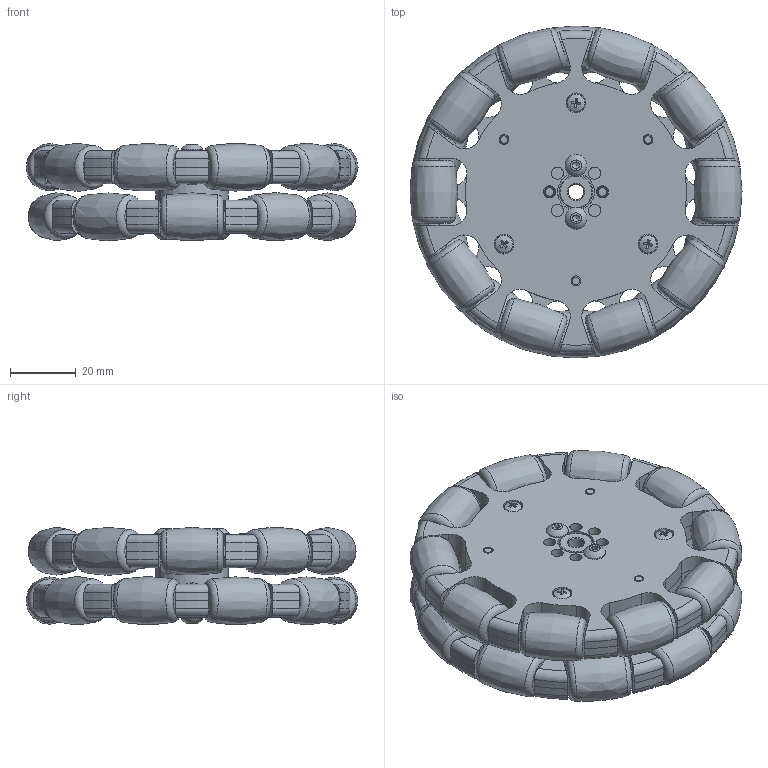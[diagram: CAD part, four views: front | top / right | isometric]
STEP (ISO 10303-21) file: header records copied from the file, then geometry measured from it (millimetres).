
FILE_DESCRIPTION(/* description */ (''),/* implementation_level */ '2;1');
FILE_NAME(/* name */ '4inch_dual-omni-wheel.step',/* time_stamp */ '2020-10-29T21:56:53-04:00',/* author */ ('joeyc'),/* organization */ (''),/* preprocessor_version */ 'ST-DEVELOPER v16.13',/* originating_system */ 'Autodesk Inventor 2018',/* authorisation */ '');
FILE_SCHEMA (('AUTOMOTIVE_DESIGN { 1 0 10303 214 3 1 1 }'));
Length unit declared in the file: millimetre
Products named in the file (1): Part2
Bounding box: 100.7 x 100.7 x 29.46 mm (x, y, z)
Volume: 142323.2 mm3; surface area: 61218.4 mm2
Topology: 1 solids, 14 shells, 1598 faces, 4388 edges, 2636 vertices
Faces by surface type: plane 1156, cylinder 288, torus 92, cone 26, bspline 20, sphere 16
Full cylindrical faces by diameter (mm): 2.705 x4, 3 x12, 3.3 x32, 3.505 x4, 3.7 x32, 4.8 x2, 5.6 x12, 6 x12, 6.655 x4, 7.85 x2, 8 x1, 8.1 x4, 10.168 x2, 11.2 x4, 22 x1
Entity records: 51596 total; most frequent: CARTESIAN_POINT 9617, DIRECTION 8382, ORIENTED_EDGE 8284, EDGE_CURVE 4142, LINE 2860, VECTOR 2860, AXIS2_PLACEMENT_3D 2761, VERTEX_POINT 2596
